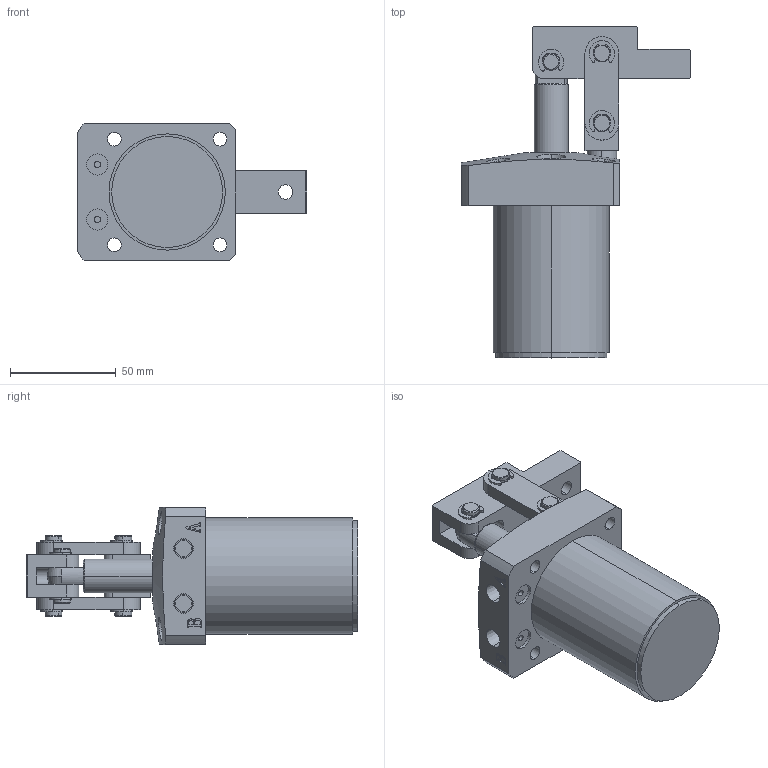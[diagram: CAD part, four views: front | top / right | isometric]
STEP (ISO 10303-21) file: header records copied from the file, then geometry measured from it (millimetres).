
FILE_DESCRIPTION (( 'STEP AP203' ), '1' );
FILE_NAME ('HCL01D-40.STEP', '2020-09-15T07:31:52', ( '微软用户' ), ( '微软中国' ), 'SwSTEP 2.0', 'SolidWorks 2012', '' );
FILE_SCHEMA (( 'CONFIG_CONTROL_DESIGN' ));
Length unit declared in the file: millimetre
Products named in the file (9): HCL01D-40; e rings gb_GB_CONNECTING_PIECE_RINGS_HR 6; HCL01D-40盓傅釱; HCL01D-40酗种; HCL01D-40揤旋; HCL01D-40蟀裝; HCL01D-40嶺裝; HCL01D-40傻种; HCL01D-40掛极
Assembly tree (15 placements, depth 2):
  HCL01D-40
    HCL01D-40掛极
    HCL01D-40傻种
    HCL01D-40嶺裝
    HCL01D-40蟀裝  x2
    HCL01D-40揤旋
    HCL01D-40酗种  x2
    HCL01D-40盓傅釱
    e rings gb_GB_CONNECTING_PIECE_RINGS_HR 6  x6
Bounding box: 108.5 x 157 x 65 mm (x, y, z)
Volume: 284651.2 mm3; surface area: 70998.3 mm2
Topology: 15 solids, 15 shells, 444 faces, 1092 edges, 712 vertices
Faces by surface type: cylinder 218, plane 168, cone 34, bspline 24
Entity records: 11184 total; most frequent: CARTESIAN_POINT 3161, DIRECTION 1472, ORIENTED_EDGE 1382, EDGE_CURVE 691, AXIS2_PLACEMENT_3D 558, VERTEX_POINT 450, LINE 356, VECTOR 356
